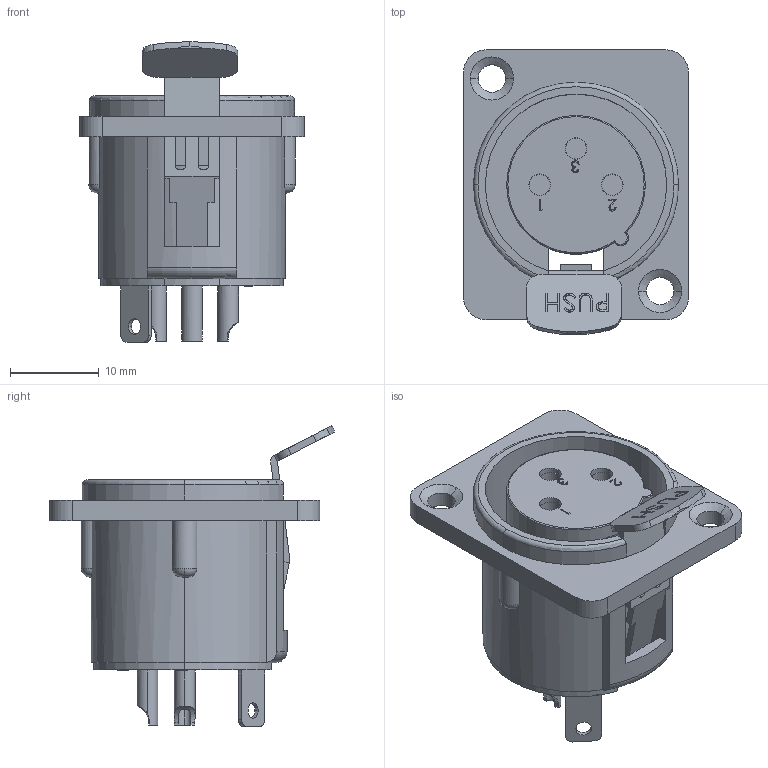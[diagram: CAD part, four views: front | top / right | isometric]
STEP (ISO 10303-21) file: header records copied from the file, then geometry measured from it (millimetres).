
FILE_DESCRIPTION (( 'STEP AP203' ), '1' );
FILE_NAME ('CON-XLR3F.STEP', '2013-02-14T15:49:48', ( 'x' ), ( '' ), 'SwSTEP 2.0', 'SolidWorks 2012', '' );
FILE_SCHEMA (( 'CONFIG_CONTROL_DESIGN' ));
Length unit declared in the file: inch
Products named in the file (1): CON-XLR3F
Bounding box: 25.4 x 32.13 x 33.93 mm (x, y, z)
Volume: 6514.7 mm3; surface area: 5904.5 mm2
Topology: 1 solids, 1 shells, 316 faces, 864 edges, 563 vertices
Faces by surface type: plane 140, cylinder 73, bspline 68, torus 31, cone 4
Entity records: 13747 total; most frequent: CARTESIAN_POINT 6006, ORIENTED_EDGE 1728, DIRECTION 1386, EDGE_CURVE 864, VERTEX_POINT 563, LINE 468, VECTOR 468, AXIS2_PLACEMENT_3D 459
